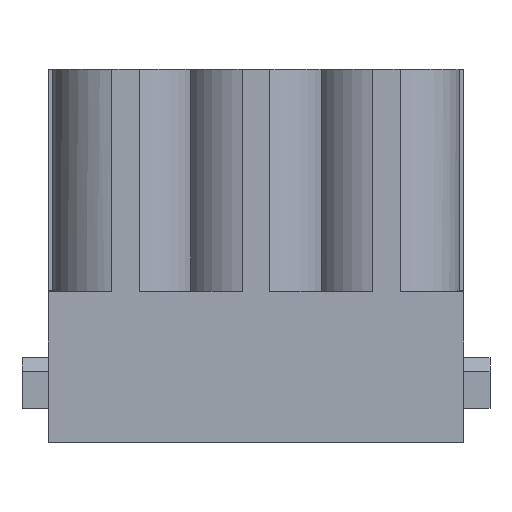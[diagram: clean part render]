
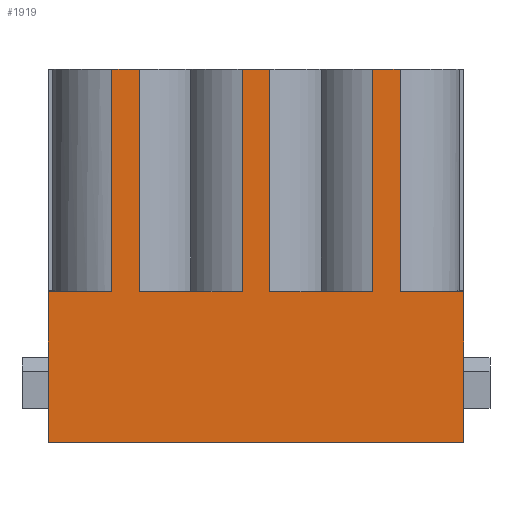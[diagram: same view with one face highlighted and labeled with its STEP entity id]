
A CAD part, left-side view. The second image highlights one B-rep face of the part: STEP entity #1919.
In plain terms, the highlighted planar face has unit normal (-1, 0, 0).
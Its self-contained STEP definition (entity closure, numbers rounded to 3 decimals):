
#154=VERTEX_POINT('',#2663);
#155=VERTEX_POINT('',#2665);
#181=VERTEX_POINT('',#2753);
#183=VERTEX_POINT('',#2757);
#228=VERTEX_POINT('',#2920);
#230=VERTEX_POINT('',#2924);
#266=VERTEX_POINT('',#3061);
#267=VERTEX_POINT('',#3064);
#268=VERTEX_POINT('',#3066);
#269=VERTEX_POINT('',#3068);
#270=VERTEX_POINT('',#3070);
#271=VERTEX_POINT('',#3072);
#272=VERTEX_POINT('',#3075);
#273=VERTEX_POINT('',#3077);
#274=VERTEX_POINT('',#3079);
#275=VERTEX_POINT('',#3081);
#353=VECTOR('',#2187,1.);
#371=VECTOR('',#2238,1.);
#417=VECTOR('',#2308,1.);
#452=VECTOR('',#2375,1.);
#453=VECTOR('',#2376,1.);
#454=VECTOR('',#2377,1.);
#455=VECTOR('',#2378,1.);
#456=VECTOR('',#2379,1.);
#457=VECTOR('',#2380,1.);
#458=VECTOR('',#2381,1.);
#459=VECTOR('',#2382,1.);
#460=VECTOR('',#2383,1.);
#461=VECTOR('',#2384,1.);
#462=VECTOR('',#2385,1.);
#463=VECTOR('',#2386,1.);
#464=VECTOR('',#2387,1.);
#583=LINE('',#2664,#353);
#601=LINE('',#2758,#371);
#647=LINE('',#2925,#417);
#682=LINE('',#3060,#452);
#683=LINE('',#3062,#453);
#684=LINE('',#3063,#454);
#685=LINE('',#3065,#455);
#686=LINE('',#3067,#456);
#687=LINE('',#3069,#457);
#688=LINE('',#3071,#458);
#689=LINE('',#3073,#459);
#690=LINE('',#3074,#460);
#691=LINE('',#3076,#461);
#692=LINE('',#3078,#462);
#693=LINE('',#3080,#463);
#694=LINE('',#3082,#464);
#819=EDGE_CURVE('',#155,#154,#583,.T.);
#850=EDGE_CURVE('',#181,#183,#601,.T.);
#906=EDGE_CURVE('',#228,#230,#647,.T.);
#955=EDGE_CURVE('',#183,#266,#682,.T.);
#956=EDGE_CURVE('',#266,#228,#683,.T.);
#957=EDGE_CURVE('',#230,#267,#684,.T.);
#958=EDGE_CURVE('',#267,#268,#685,.T.);
#959=EDGE_CURVE('',#268,#269,#686,.T.);
#960=EDGE_CURVE('',#269,#270,#687,.T.);
#961=EDGE_CURVE('',#271,#270,#688,.T.);
#962=EDGE_CURVE('',#155,#271,#689,.T.);
#963=EDGE_CURVE('',#154,#272,#690,.T.);
#964=EDGE_CURVE('',#273,#272,#691,.T.);
#965=EDGE_CURVE('',#273,#274,#692,.T.);
#966=EDGE_CURVE('',#274,#275,#693,.T.);
#967=EDGE_CURVE('',#275,#181,#694,.T.);
#1294=ORIENTED_EDGE('',*,*,#850,.T.);
#1295=ORIENTED_EDGE('',*,*,#955,.T.);
#1296=ORIENTED_EDGE('',*,*,#956,.T.);
#1297=ORIENTED_EDGE('',*,*,#906,.T.);
#1298=ORIENTED_EDGE('',*,*,#957,.T.);
#1299=ORIENTED_EDGE('',*,*,#958,.T.);
#1300=ORIENTED_EDGE('',*,*,#959,.T.);
#1301=ORIENTED_EDGE('',*,*,#960,.T.);
#1302=ORIENTED_EDGE('',*,*,#961,.F.);
#1303=ORIENTED_EDGE('',*,*,#962,.F.);
#1304=ORIENTED_EDGE('',*,*,#819,.T.);
#1305=ORIENTED_EDGE('',*,*,#963,.T.);
#1306=ORIENTED_EDGE('',*,*,#964,.F.);
#1307=ORIENTED_EDGE('',*,*,#965,.T.);
#1308=ORIENTED_EDGE('',*,*,#966,.T.);
#1309=ORIENTED_EDGE('',*,*,#967,.T.);
#1707=EDGE_LOOP('',(#1294,#1295,#1296,#1297,#1298,#1299,#1300,#1301,#1302,
#1303,#1304,#1305,#1306,#1307,#1308,#1309));
#1815=FACE_BOUND('',#1707,.T.);
#1919=ADVANCED_FACE('',(#1815),#3352,.T.);
#2049=AXIS2_PLACEMENT_3D('',#3059,#2374,$);
#2187=DIRECTION('',(0.,-1.,0.));
#2238=DIRECTION('',(0.,1.,0.));
#2308=DIRECTION('',(0.,0.,-1.));
#2374=DIRECTION('',(-1.,0.,0.));
#2375=DIRECTION('',(0.,0.,1.));
#2376=DIRECTION('',(0.,1.,0.));
#2377=DIRECTION('',(0.,1.,0.));
#2378=DIRECTION('',(0.,0.,1.));
#2379=DIRECTION('',(0.,1.,0.));
#2380=DIRECTION('',(0.,0.,-1.));
#2381=DIRECTION('',(0.,-1.,0.));
#2382=DIRECTION('',(0.,0.,1.));
#2383=DIRECTION('',(0.,0.,1.));
#2384=DIRECTION('',(0.,-1.,0.));
#2385=DIRECTION('',(0.,0.,1.));
#2386=DIRECTION('',(0.,1.,0.));
#2387=DIRECTION('',(0.,0.,-1.));
#2663=CARTESIAN_POINT('',(0.,1.9,0.));
#2664=CARTESIAN_POINT('',(0.,32.2,0.));
#2665=CARTESIAN_POINT('',(0.,32.2,0.));
#2753=CARTESIAN_POINT('',(0.,8.55,11.));
#2757=CARTESIAN_POINT('',(0.,16.05,11.));
#2758=CARTESIAN_POINT('',(0.,8.55,11.));
#2920=CARTESIAN_POINT('',(0.,18.05,27.2));
#2924=CARTESIAN_POINT('',(0.,18.05,11.));
#2925=CARTESIAN_POINT('',(0.,18.05,27.2));
#3059=CARTESIAN_POINT('',(0.,17.05,13.6));
#3060=CARTESIAN_POINT('',(0.,16.05,11.));
#3061=CARTESIAN_POINT('',(0.,16.05,27.2));
#3062=CARTESIAN_POINT('',(0.,16.05,27.2));
#3063=CARTESIAN_POINT('',(0.,18.05,11.));
#3064=CARTESIAN_POINT('',(0.,25.55,11.));
#3065=CARTESIAN_POINT('',(0.,25.55,11.));
#3066=CARTESIAN_POINT('',(0.,25.55,27.2));
#3067=CARTESIAN_POINT('',(0.,25.55,27.2));
#3068=CARTESIAN_POINT('',(0.,27.55,27.2));
#3069=CARTESIAN_POINT('',(0.,27.55,27.2));
#3070=CARTESIAN_POINT('',(0.,27.55,11.));
#3071=CARTESIAN_POINT('',(0.,32.2,11.));
#3072=CARTESIAN_POINT('',(0.,32.2,11.));
#3073=CARTESIAN_POINT('',(0.,32.2,0.));
#3074=CARTESIAN_POINT('',(0.,1.9,0.));
#3075=CARTESIAN_POINT('',(0.,1.9,11.));
#3076=CARTESIAN_POINT('',(0.,6.55,11.));
#3077=CARTESIAN_POINT('',(0.,6.55,11.));
#3078=CARTESIAN_POINT('',(0.,6.55,11.));
#3079=CARTESIAN_POINT('',(0.,6.55,27.2));
#3080=CARTESIAN_POINT('',(0.,6.55,27.2));
#3081=CARTESIAN_POINT('',(0.,8.55,27.2));
#3082=CARTESIAN_POINT('',(0.,8.55,27.2));
#3352=PLANE('',#2049);
